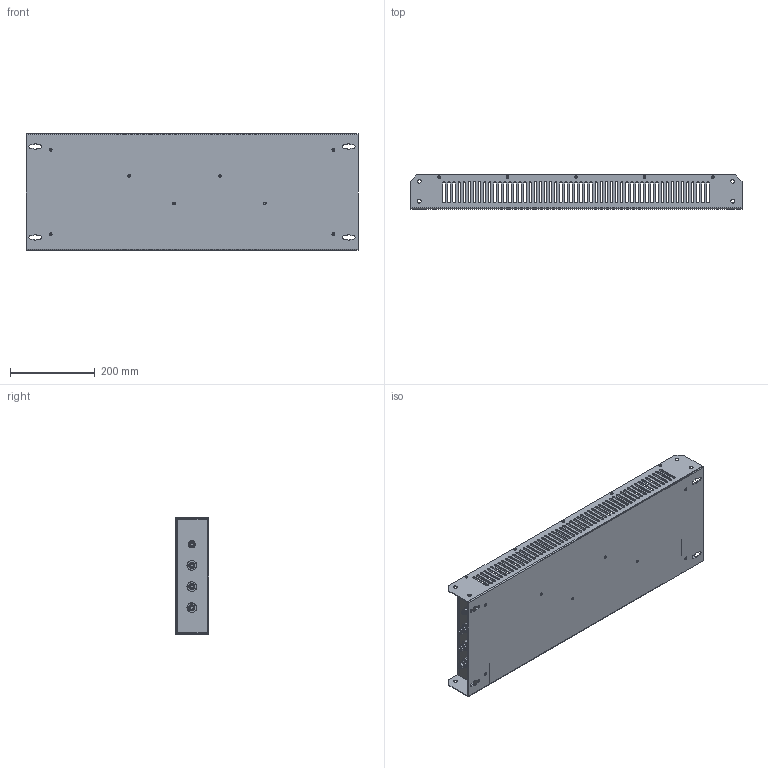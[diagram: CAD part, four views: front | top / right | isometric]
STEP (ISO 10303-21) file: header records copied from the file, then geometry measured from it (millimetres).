
FILE_DESCRIPTION (( 'STEP AP214' ), '1' );
FILE_NAME ('MIF3100 r1.STEP', '2020-03-02T22:20:55', ( '' ), ( '' ), 'SwSTEP 2.0', 'SolidWorks 2017', '' );
FILE_SCHEMA (( 'AUTOMOTIVE_DESIGN' ));
Length unit declared in the file: inch
Products named in the file (1): MIF3100 r1
Bounding box: 785 x 80.2 x 274.8 mm (x, y, z)
Volume: 941204.4 mm3; surface area: 1161050.9 mm2
Topology: 66 solids, 66 shells, 3555 faces, 9505 edges, 6106 vertices
Faces by surface type: plane 1360, cylinder 1198, cone 977, torus 20
Entity records: 114208 total; most frequent: CARTESIAN_POINT 21039, DIRECTION 19959, ORIENTED_EDGE 19010, EDGE_CURVE 9505, AXIS2_PLACEMENT_3D 7458, VERTEX_POINT 6106, VECTOR 5043, LINE 5043
